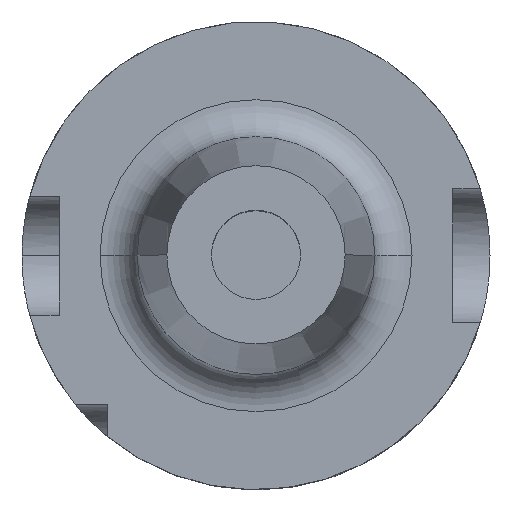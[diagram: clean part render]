
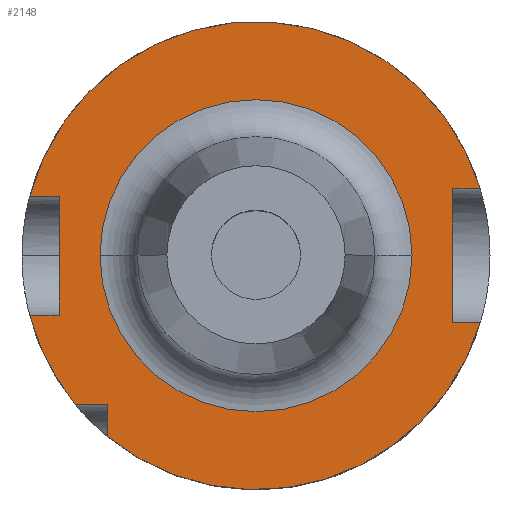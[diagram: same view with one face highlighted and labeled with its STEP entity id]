
A CAD part, top view. The second image highlights one B-rep face of the part: STEP entity #2148.
In plain terms, the highlighted planar face has unit normal (0, 0, 1).
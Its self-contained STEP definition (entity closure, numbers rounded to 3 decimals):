
#10 = DIRECTION ( 'NONE',  ( 0., 0., -1. ) ) ;
#50 = CARTESIAN_POINT ( 'NONE',  ( 0., 8., 26. ) ) ;
#88 = CIRCLE ( 'NONE', #399, 31.5 ) ;
#115 = CARTESIAN_POINT ( 'NONE',  ( 0., -9., 26. ) ) ;
#149 = LINE ( 'NONE', #1397, #3060 ) ;
#169 = EDGE_CURVE ( 'NONE', #454, #328, #489, .T. ) ;
#186 = VECTOR ( 'NONE', #3410, 1000. ) ;
#192 = DIRECTION ( 'NONE',  ( 1., 0., 0. ) ) ;
#195 = DIRECTION ( 'NONE',  ( -1., 0., 0. ) ) ;
#255 = DIRECTION ( 'NONE',  ( -1., 0., 0. ) ) ;
#264 = ORIENTED_EDGE ( 'NONE', *, *, #812, .T. ) ;
#328 = VERTEX_POINT ( 'NONE', #1504 ) ;
#399 = AXIS2_PLACEMENT_3D ( 'NONE', #1674, #10, #1957 ) ;
#447 = ORIENTED_EDGE ( 'NONE', *, *, #1836, .F. ) ;
#454 = VERTEX_POINT ( 'NONE', #1696 ) ;
#473 = EDGE_LOOP ( 'NONE', ( #486, #2000, #2937, #661, #766, #1328, #1016, #3225, #2018, #447, #725 ) ) ;
#480 = CARTESIAN_POINT ( 'NONE',  ( 26.5, -9., 26. ) ) ;
#484 = CARTESIAN_POINT ( 'NONE',  ( -30.467, -8., 26. ) ) ;
#486 = ORIENTED_EDGE ( 'NONE', *, *, #1010, .F. ) ;
#489 = LINE ( 'NONE', #565, #3317 ) ;
#544 = EDGE_CURVE ( 'NONE', #3518, #1543, #1218, .T. ) ;
#565 = CARTESIAN_POINT ( 'NONE',  ( -20., 16., 26. ) ) ;
#587 = CARTESIAN_POINT ( 'NONE',  ( -21., 0., 26. ) ) ;
#643 = CARTESIAN_POINT ( 'NONE',  ( 0., 0., 26. ) ) ;
#661 = ORIENTED_EDGE ( 'NONE', *, *, #3213, .T. ) ;
#725 = ORIENTED_EDGE ( 'NONE', *, *, #544, .F. ) ;
#729 = VERTEX_POINT ( 'NONE', #2513 ) ;
#766 = ORIENTED_EDGE ( 'NONE', *, *, #2162, .T. ) ;
#778 = CARTESIAN_POINT ( 'NONE',  ( 0., 0., 26. ) ) ;
#812 = EDGE_CURVE ( 'NONE', #2159, #1286, #2647, .T. ) ;
#826 = EDGE_LOOP ( 'NONE', ( #264, #1295 ) ) ;
#829 = EDGE_CURVE ( 'NONE', #2336, #2559, #3307, .T. ) ;
#840 = DIRECTION ( 'NONE',  ( 0., 0., 1. ) ) ;
#860 = DIRECTION ( 'NONE',  ( 0., 1., 0. ) ) ;
#882 = VERTEX_POINT ( 'NONE', #1594 ) ;
#898 = LINE ( 'NONE', #3448, #1707 ) ;
#902 = DIRECTION ( 'NONE',  ( 0., 1., 0. ) ) ;
#930 = DIRECTION ( 'NONE',  ( 1., 0., 0. ) ) ;
#999 = FACE_BOUND ( 'NONE', #826, .T. ) ;
#1010 = EDGE_CURVE ( 'NONE', #328, #3518, #1535, .T. ) ;
#1016 = ORIENTED_EDGE ( 'NONE', *, *, #2571, .F. ) ;
#1055 = DIRECTION ( 'NONE',  ( -1., 0., 0. ) ) ;
#1110 = CARTESIAN_POINT ( 'NONE',  ( 0., 16., 26. ) ) ;
#1133 = CARTESIAN_POINT ( 'NONE',  ( 30.187, 9., 26. ) ) ;
#1218 = CIRCLE ( 'NONE', #2442, 31.5 ) ;
#1267 = AXIS2_PLACEMENT_3D ( 'NONE', #643, #2594, #930 ) ;
#1286 = VERTEX_POINT ( 'NONE', #587 ) ;
#1295 = ORIENTED_EDGE ( 'NONE', *, *, #2015, .T. ) ;
#1328 = ORIENTED_EDGE ( 'NONE', *, *, #829, .T. ) ;
#1397 = CARTESIAN_POINT ( 'NONE',  ( 26.5, 16., 26. ) ) ;
#1466 = VECTOR ( 'NONE', #255, 1000. ) ;
#1489 = EDGE_CURVE ( 'NONE', #882, #454, #3224, .T. ) ;
#1504 = CARTESIAN_POINT ( 'NONE',  ( -20., -20., 26. ) ) ;
#1535 = LINE ( 'NONE', #1927, #1466 ) ;
#1543 = VERTEX_POINT ( 'NONE', #484 ) ;
#1594 = CARTESIAN_POINT ( 'NONE',  ( 30.187, -9., 26. ) ) ;
#1623 = CARTESIAN_POINT ( 'NONE',  ( -24.336, -20., 26. ) ) ;
#1669 = CARTESIAN_POINT ( 'NONE',  ( 21., 0., 26. ) ) ;
#1674 = CARTESIAN_POINT ( 'NONE',  ( 0., 0., 26. ) ) ;
#1675 = VERTEX_POINT ( 'NONE', #3451 ) ;
#1695 = CARTESIAN_POINT ( 'NONE',  ( 0., -8., 26. ) ) ;
#1696 = CARTESIAN_POINT ( 'NONE',  ( -20., -24.336, 26. ) ) ;
#1703 = VECTOR ( 'NONE', #1718, 1000. ) ;
#1707 = VECTOR ( 'NONE', #902, 1000. ) ;
#1718 = DIRECTION ( 'NONE',  ( -1., 0., 0. ) ) ;
#1723 = VERTEX_POINT ( 'NONE', #3021 ) ;
#1794 = VECTOR ( 'NONE', #3571, 1000. ) ;
#1836 = EDGE_CURVE ( 'NONE', #1543, #1723, #3118, .T. ) ;
#1862 = DIRECTION ( 'NONE',  ( 0., 0., -1. ) ) ;
#1864 = DIRECTION ( 'NONE',  ( 0., 0., -1. ) ) ;
#1927 = CARTESIAN_POINT ( 'NONE',  ( 0., -20., 26. ) ) ;
#1957 = DIRECTION ( 'NONE',  ( -1., 0., 0. ) ) ;
#2000 = ORIENTED_EDGE ( 'NONE', *, *, #169, .F. ) ;
#2015 = EDGE_CURVE ( 'NONE', #1286, #2159, #3522, .T. ) ;
#2018 = ORIENTED_EDGE ( 'NONE', *, *, #3063, .F. ) ;
#2027 = VERTEX_POINT ( 'NONE', #480 ) ;
#2042 = AXIS2_PLACEMENT_3D ( 'NONE', #1110, #840, #2805 ) ;
#2148 = ADVANCED_FACE ( 'NONE', ( #999, #3166 ), #2512, .T. ) ;
#2156 = AXIS2_PLACEMENT_3D ( 'NONE', #3596, #1862, #192 ) ;
#2159 = VERTEX_POINT ( 'NONE', #1669 ) ;
#2162 = EDGE_CURVE ( 'NONE', #2027, #2336, #149, .T. ) ;
#2318 = AXIS2_PLACEMENT_3D ( 'NONE', #3598, #1864, #195 ) ;
#2336 = VERTEX_POINT ( 'NONE', #2690 ) ;
#2442 = AXIS2_PLACEMENT_3D ( 'NONE', #778, #2734, #1055 ) ;
#2512 = PLANE ( 'NONE',  #2042 ) ;
#2513 = CARTESIAN_POINT ( 'NONE',  ( -30.467, 8., 26. ) ) ;
#2544 = LINE ( 'NONE', #50, #1703 ) ;
#2559 = VERTEX_POINT ( 'NONE', #1133 ) ;
#2571 = EDGE_CURVE ( 'NONE', #729, #2559, #88, .T. ) ;
#2594 = DIRECTION ( 'NONE',  ( 0., 0., -1. ) ) ;
#2647 = CIRCLE ( 'NONE', #1267, 21. ) ;
#2690 = CARTESIAN_POINT ( 'NONE',  ( 26.5, 9., 26. ) ) ;
#2701 = CARTESIAN_POINT ( 'NONE',  ( 0., 9., 26. ) ) ;
#2734 = DIRECTION ( 'NONE',  ( 0., 0., -1. ) ) ;
#2762 = VECTOR ( 'NONE', #3502, 1000. ) ;
#2805 = DIRECTION ( 'NONE',  ( 1., 0., 0. ) ) ;
#2937 = ORIENTED_EDGE ( 'NONE', *, *, #1489, .F. ) ;
#3021 = CARTESIAN_POINT ( 'NONE',  ( -26.5, -8., 26. ) ) ;
#3060 = VECTOR ( 'NONE', #860, 1000. ) ;
#3063 = EDGE_CURVE ( 'NONE', #1723, #1675, #898, .T. ) ;
#3118 = LINE ( 'NONE', #1695, #186 ) ;
#3166 = FACE_OUTER_BOUND ( 'NONE', #473, .T. ) ;
#3213 = EDGE_CURVE ( 'NONE', #882, #2027, #3533, .T. ) ;
#3224 = CIRCLE ( 'NONE', #2318, 31.5 ) ;
#3225 = ORIENTED_EDGE ( 'NONE', *, *, #3674, .F. ) ;
#3307 = LINE ( 'NONE', #2701, #1794 ) ;
#3317 = VECTOR ( 'NONE', #3669, 1000. ) ;
#3410 = DIRECTION ( 'NONE',  ( 1., 0., 0. ) ) ;
#3448 = CARTESIAN_POINT ( 'NONE',  ( -26.5, 16., 26. ) ) ;
#3451 = CARTESIAN_POINT ( 'NONE',  ( -26.5, 8., 26. ) ) ;
#3502 = DIRECTION ( 'NONE',  ( -1., 0., 0. ) ) ;
#3518 = VERTEX_POINT ( 'NONE', #1623 ) ;
#3522 = CIRCLE ( 'NONE', #2156, 21. ) ;
#3533 = LINE ( 'NONE', #115, #2762 ) ;
#3571 = DIRECTION ( 'NONE',  ( 1., 0., 0. ) ) ;
#3596 = CARTESIAN_POINT ( 'NONE',  ( 0., 0., 26. ) ) ;
#3598 = CARTESIAN_POINT ( 'NONE',  ( 0., 0., 26. ) ) ;
#3669 = DIRECTION ( 'NONE',  ( 0., 1., 0. ) ) ;
#3674 = EDGE_CURVE ( 'NONE', #1675, #729, #2544, .T. ) ;
